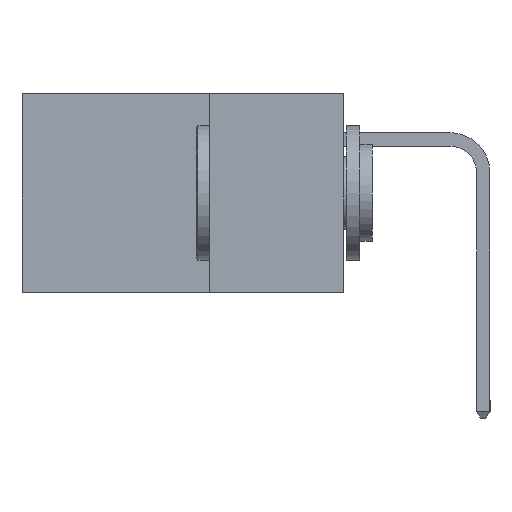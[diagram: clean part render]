
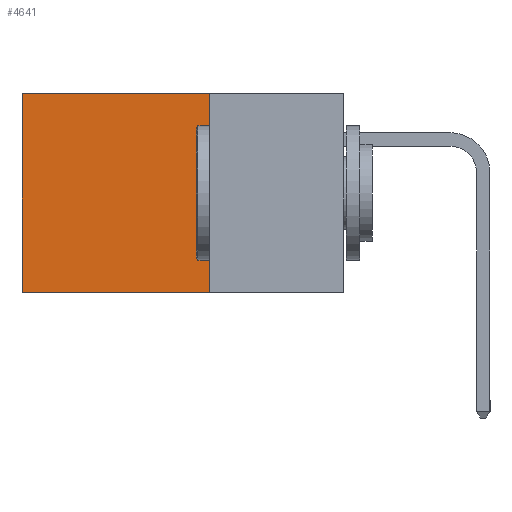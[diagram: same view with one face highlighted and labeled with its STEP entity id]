
A CAD part, left-side view. The second image highlights one B-rep face of the part: STEP entity #4641.
In plain terms, the highlighted planar face has unit normal (-1, 0, 0).
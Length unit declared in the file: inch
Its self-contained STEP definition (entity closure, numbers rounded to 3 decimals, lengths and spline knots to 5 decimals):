
#324 = LINE ( 'NONE', #3227, #6762 ) ;
#758 = ORIENTED_EDGE ( 'NONE', *, *, #8490, .F. ) ;
#1041 = DIRECTION ( 'NONE',  ( 0., 1., 0. ) ) ;
#1201 = CARTESIAN_POINT ( 'NONE',  ( 0.2615, 0.25, 0. ) ) ;
#1253 = PLANE ( 'NONE',  #8186 ) ;
#1459 = DIRECTION ( 'NONE',  ( 1., 0., 0. ) ) ;
#1886 = CARTESIAN_POINT ( 'NONE',  ( 0.2615, 0.25, -0.37 ) ) ;
#2098 = VECTOR ( 'NONE', #8339, 39.37008 ) ;
#2175 = DIRECTION ( 'NONE',  ( 0., 0., -1. ) ) ;
#2197 = LINE ( 'NONE', #5304, #10347 ) ;
#2491 = EDGE_CURVE ( 'NONE', #2617, #7432, #324, .T. ) ;
#2617 = VERTEX_POINT ( 'NONE', #8901 ) ;
#2774 = CARTESIAN_POINT ( 'NONE',  ( 0.2615, 0.25, -0.37 ) ) ;
#3090 = ORIENTED_EDGE ( 'NONE', *, *, #9896, .T. ) ;
#3227 = CARTESIAN_POINT ( 'NONE',  ( 0.2615, 0.25, -0.37 ) ) ;
#3555 = VERTEX_POINT ( 'NONE', #7668 ) ;
#4641 = ADVANCED_FACE ( 'NONE', ( #8571 ), #1253, .F. ) ;
#5030 = ORIENTED_EDGE ( 'NONE', *, *, #5457, .T. ) ;
#5304 = CARTESIAN_POINT ( 'NONE',  ( 0.2615, 0.25, 0. ) ) ;
#5457 = EDGE_CURVE ( 'NONE', #3555, #7432, #6641, .T. ) ;
#5960 = LINE ( 'NONE', #1886, #2098 ) ;
#6641 = LINE ( 'NONE', #7849, #8690 ) ;
#6762 = VECTOR ( 'NONE', #9355, 39.37008 ) ;
#7432 = VERTEX_POINT ( 'NONE', #9449 ) ;
#7668 = CARTESIAN_POINT ( 'NONE',  ( 0.2615, 0.6, 0. ) ) ;
#7849 = CARTESIAN_POINT ( 'NONE',  ( 0.2615, 0.6, -0.37 ) ) ;
#7858 = DIRECTION ( 'NONE',  ( 0., 0., -1. ) ) ;
#8186 = AXIS2_PLACEMENT_3D ( 'NONE', #2774, #1459, #2175 ) ;
#8339 = DIRECTION ( 'NONE',  ( 0., 0., -1. ) ) ;
#8490 = EDGE_CURVE ( 'NONE', #8593, #2617, #5960, .T. ) ;
#8571 = FACE_OUTER_BOUND ( 'NONE', #10429, .T. ) ;
#8593 = VERTEX_POINT ( 'NONE', #1201 ) ;
#8690 = VECTOR ( 'NONE', #7858, 39.37008 ) ;
#8901 = CARTESIAN_POINT ( 'NONE',  ( 0.2615, 0.25, -0.37 ) ) ;
#9153 = ORIENTED_EDGE ( 'NONE', *, *, #2491, .F. ) ;
#9355 = DIRECTION ( 'NONE',  ( 0., 1., 0. ) ) ;
#9449 = CARTESIAN_POINT ( 'NONE',  ( 0.2615, 0.6, -0.37 ) ) ;
#9896 = EDGE_CURVE ( 'NONE', #8593, #3555, #2197, .T. ) ;
#10347 = VECTOR ( 'NONE', #1041, 39.37008 ) ;
#10429 = EDGE_LOOP ( 'NONE', ( #5030, #9153, #758, #3090 ) ) ;
